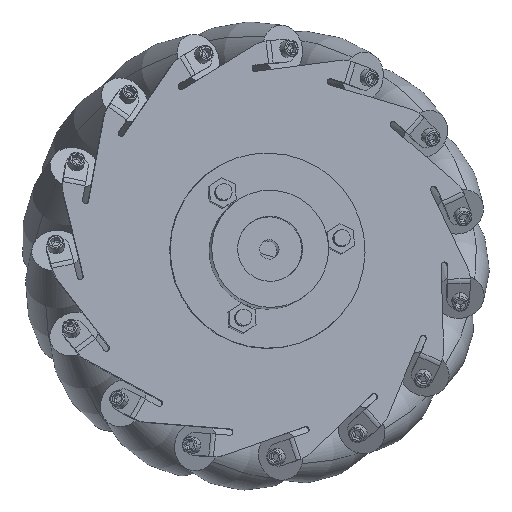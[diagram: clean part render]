
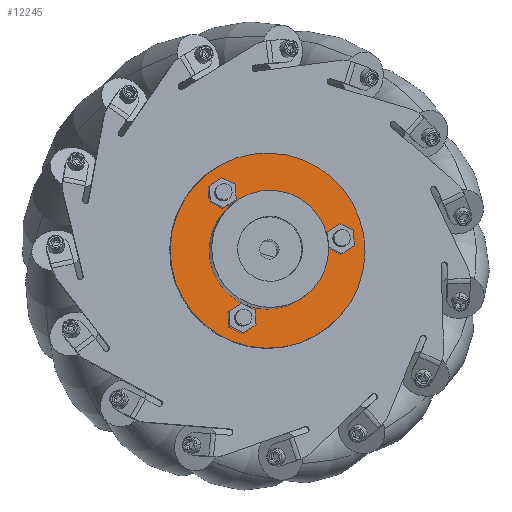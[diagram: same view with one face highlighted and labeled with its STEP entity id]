
A CAD part, front view. The second image highlights one B-rep face of the part: STEP entity #12245.
In plain terms, the highlighted face is planar.
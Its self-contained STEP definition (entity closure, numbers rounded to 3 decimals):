
#24 = EDGE_CURVE ( 'NONE', #8375, #73, #14911, .T. ) ;
#73 = VERTEX_POINT ( 'NONE', #14266 ) ;
#75 = DIRECTION ( 'NONE',  ( 0., 0., 1. ) ) ;
#317 = VERTEX_POINT ( 'NONE', #4307 ) ;
#567 = DIRECTION ( 'NONE',  ( 0., 0., 1. ) ) ;
#629 = AXIS2_PLACEMENT_3D ( 'NONE', #9322, #3250, #567 ) ;
#724 = CARTESIAN_POINT ( 'NONE',  ( 0., 2., -22.5 ) ) ;
#734 = EDGE_CURVE ( 'NONE', #317, #13698, #16315, .T. ) ;
#951 = DIRECTION ( 'NONE',  ( 0., 1., 0. ) ) ;
#1179 = ORIENTED_EDGE ( 'NONE', *, *, #17663, .F. ) ;
#1572 = CARTESIAN_POINT ( 'NONE',  ( 0., 2., -30. ) ) ;
#1627 = EDGE_CURVE ( 'NONE', #9391, #2423, #16523, .T. ) ;
#2169 = DIRECTION ( 'NONE',  ( 0., 0., 1. ) ) ;
#2423 = VERTEX_POINT ( 'NONE', #14320 ) ;
#3250 = DIRECTION ( 'NONE',  ( 0., 1., 0. ) ) ;
#3607 = ORIENTED_EDGE ( 'NONE', *, *, #24, .F. ) ;
#3638 = VERTEX_POINT ( 'NONE', #4947 ) ;
#3758 = EDGE_CURVE ( 'NONE', #15731, #18325, #16566, .T. ) ;
#4307 = CARTESIAN_POINT ( 'NONE',  ( 0., 2., -18. ) ) ;
#4310 = EDGE_LOOP ( 'NONE', ( #5483, #11554 ) ) ;
#4386 = CARTESIAN_POINT ( 'NONE',  ( 0., 2., -22.5 ) ) ;
#4947 = CARTESIAN_POINT ( 'NONE',  ( 0., 2., 30. ) ) ;
#5171 = CARTESIAN_POINT ( 'NONE',  ( 19.486, 2., 11.25 ) ) ;
#5483 = ORIENTED_EDGE ( 'NONE', *, *, #17436, .T. ) ;
#5803 = FACE_BOUND ( 'NONE', #18003, .T. ) ;
#5848 = DIRECTION ( 'NONE',  ( 0., 0., 1. ) ) ;
#5869 = EDGE_LOOP ( 'NONE', ( #7299, #11651 ) ) ;
#6089 = AXIS2_PLACEMENT_3D ( 'NONE', #12299, #15203, #7850 ) ;
#6786 = AXIS2_PLACEMENT_3D ( 'NONE', #18141, #9070, #75 ) ;
#6911 = CARTESIAN_POINT ( 'NONE',  ( 19.486, 2., 11.25 ) ) ;
#7299 = ORIENTED_EDGE ( 'NONE', *, *, #18595, .F. ) ;
#7307 = CARTESIAN_POINT ( 'NONE',  ( -19.486, 2., 11.25 ) ) ;
#7316 = ORIENTED_EDGE ( 'NONE', *, *, #19124, .F. ) ;
#7480 = AXIS2_PLACEMENT_3D ( 'NONE', #5171, #8132, #14085 ) ;
#7850 = DIRECTION ( 'NONE',  ( 0., 0., 1. ) ) ;
#8132 = DIRECTION ( 'NONE',  ( 0., 1., 0. ) ) ;
#8375 = VERTEX_POINT ( 'NONE', #9102 ) ;
#8392 = CARTESIAN_POINT ( 'NONE',  ( -19.486, 2., 13.75 ) ) ;
#8419 = FACE_BOUND ( 'NONE', #19130, .T. ) ;
#8772 = DIRECTION ( 'NONE',  ( 0., 0., 1. ) ) ;
#8833 = CARTESIAN_POINT ( 'NONE',  ( 0., 2., 0. ) ) ;
#8898 = ORIENTED_EDGE ( 'NONE', *, *, #3758, .F. ) ;
#8925 = CIRCLE ( 'NONE', #11707, 2.5 ) ;
#9039 = DIRECTION ( 'NONE',  ( 0., 1., 0. ) ) ;
#9070 = DIRECTION ( 'NONE',  ( 0., 1., 0. ) ) ;
#9076 = AXIS2_PLACEMENT_3D ( 'NONE', #18599, #9500, #18465 ) ;
#9102 = CARTESIAN_POINT ( 'NONE',  ( 19.486, 2., 8.75 ) ) ;
#9322 = CARTESIAN_POINT ( 'NONE',  ( -19.486, 2., 11.25 ) ) ;
#9391 = VERTEX_POINT ( 'NONE', #10593 ) ;
#9500 = DIRECTION ( 'NONE',  ( 0., 1., 0. ) ) ;
#9608 = AXIS2_PLACEMENT_3D ( 'NONE', #8833, #10113, #8772 ) ;
#9755 = DIRECTION ( 'NONE',  ( 0., 1., 0. ) ) ;
#10094 = DIRECTION ( 'NONE',  ( 0., 0., 1. ) ) ;
#10113 = DIRECTION ( 'NONE',  ( 0., 1., 0. ) ) ;
#10270 = EDGE_CURVE ( 'NONE', #3638, #12907, #12895, .T. ) ;
#10593 = CARTESIAN_POINT ( 'NONE',  ( 0., 2., -20. ) ) ;
#10894 = CARTESIAN_POINT ( 'NONE',  ( 0., 2., 0. ) ) ;
#10961 = DIRECTION ( 'NONE',  ( 0., 0., 1. ) ) ;
#11002 = CARTESIAN_POINT ( 'NONE',  ( 0., 2., 18. ) ) ;
#11380 = CIRCLE ( 'NONE', #16336, 2.5 ) ;
#11554 = ORIENTED_EDGE ( 'NONE', *, *, #10270, .T. ) ;
#11651 = ORIENTED_EDGE ( 'NONE', *, *, #1627, .F. ) ;
#11707 = AXIS2_PLACEMENT_3D ( 'NONE', #4386, #9039, #13303 ) ;
#11729 = FACE_BOUND ( 'NONE', #5869, .T. ) ;
#12245 = ADVANCED_FACE ( 'NONE', ( #16436, #8419, #17373, #11729, #5803 ), #12349, .T. ) ;
#12299 = CARTESIAN_POINT ( 'NONE',  ( 0., 2., 0. ) ) ;
#12349 = PLANE ( 'NONE',  #9076 ) ;
#12484 = CIRCLE ( 'NONE', #9608, 18. ) ;
#12515 = CIRCLE ( 'NONE', #13471, 2.5 ) ;
#12895 = CIRCLE ( 'NONE', #6786, 30. ) ;
#12907 = VERTEX_POINT ( 'NONE', #1572 ) ;
#13303 = DIRECTION ( 'NONE',  ( 0., 0., 1. ) ) ;
#13471 = AXIS2_PLACEMENT_3D ( 'NONE', #6911, #951, #10094 ) ;
#13698 = VERTEX_POINT ( 'NONE', #11002 ) ;
#14085 = DIRECTION ( 'NONE',  ( 0., 0., 1. ) ) ;
#14180 = CIRCLE ( 'NONE', #17245, 30. ) ;
#14266 = CARTESIAN_POINT ( 'NONE',  ( 19.486, 2., 13.75 ) ) ;
#14320 = CARTESIAN_POINT ( 'NONE',  ( 0., 2., -25. ) ) ;
#14663 = ORIENTED_EDGE ( 'NONE', *, *, #734, .F. ) ;
#14911 = CIRCLE ( 'NONE', #7480, 2.5 ) ;
#15203 = DIRECTION ( 'NONE',  ( 0., 1., 0. ) ) ;
#15473 = DIRECTION ( 'NONE',  ( 0., 1., 0. ) ) ;
#15655 = CARTESIAN_POINT ( 'NONE',  ( -19.486, 2., 8.75 ) ) ;
#15731 = VERTEX_POINT ( 'NONE', #8392 ) ;
#16315 = CIRCLE ( 'NONE', #6089, 18. ) ;
#16336 = AXIS2_PLACEMENT_3D ( 'NONE', #7307, #18933, #5848 ) ;
#16436 = FACE_OUTER_BOUND ( 'NONE', #4310, .T. ) ;
#16523 = CIRCLE ( 'NONE', #18766, 2.5 ) ;
#16566 = CIRCLE ( 'NONE', #629, 2.5 ) ;
#16567 = EDGE_CURVE ( 'NONE', #18325, #15731, #11380, .T. ) ;
#17245 = AXIS2_PLACEMENT_3D ( 'NONE', #10894, #15473, #10961 ) ;
#17373 = FACE_BOUND ( 'NONE', #19442, .T. ) ;
#17436 = EDGE_CURVE ( 'NONE', #12907, #3638, #14180, .T. ) ;
#17663 = EDGE_CURVE ( 'NONE', #73, #8375, #12515, .T. ) ;
#18003 = EDGE_LOOP ( 'NONE', ( #18835, #8898 ) ) ;
#18141 = CARTESIAN_POINT ( 'NONE',  ( 0., 2., 0. ) ) ;
#18325 = VERTEX_POINT ( 'NONE', #15655 ) ;
#18465 = DIRECTION ( 'NONE',  ( 1., 0., 0. ) ) ;
#18595 = EDGE_CURVE ( 'NONE', #2423, #9391, #8925, .T. ) ;
#18599 = CARTESIAN_POINT ( 'NONE',  ( 0., 2., 0. ) ) ;
#18766 = AXIS2_PLACEMENT_3D ( 'NONE', #724, #9755, #2169 ) ;
#18835 = ORIENTED_EDGE ( 'NONE', *, *, #16567, .F. ) ;
#18933 = DIRECTION ( 'NONE',  ( 0., 1., 0. ) ) ;
#19124 = EDGE_CURVE ( 'NONE', #13698, #317, #12484, .T. ) ;
#19130 = EDGE_LOOP ( 'NONE', ( #14663, #7316 ) ) ;
#19442 = EDGE_LOOP ( 'NONE', ( #3607, #1179 ) ) ;
